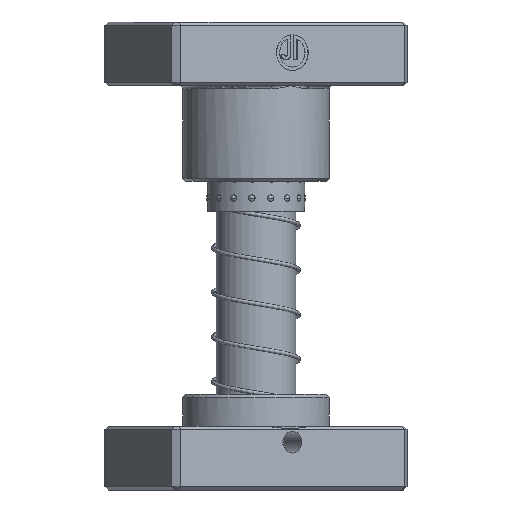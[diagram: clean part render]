
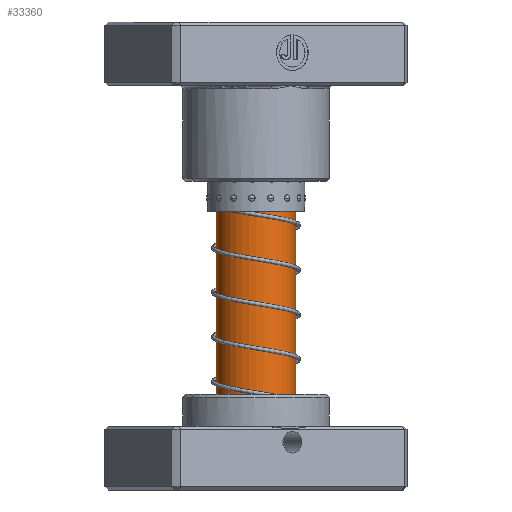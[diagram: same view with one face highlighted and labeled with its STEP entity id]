
A CAD part, front view. The second image highlights one B-rep face of the part: STEP entity #33360.
In plain terms, the highlighted cylindrical face has radius 12.5 mm (diameter 25 mm), a partial arc.
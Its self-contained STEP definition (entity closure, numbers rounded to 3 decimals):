
#731 = VERTEX_POINT ( 'NONE', #6694 ) ;
#979 = CARTESIAN_POINT ( 'NONE',  ( -12.5, 0., 117.5 ) ) ;
#1644 = LINE ( 'NONE', #11502, #35771 ) ;
#1700 = ORIENTED_EDGE ( 'NONE', *, *, #39912, .F. ) ;
#1834 = DIRECTION ( 'NONE',  ( 0., 0., -1. ) ) ;
#2873 = CARTESIAN_POINT ( 'NONE',  ( 0., 0., 19. ) ) ;
#4001 = ORIENTED_EDGE ( 'NONE', *, *, #14134, .F. ) ;
#4757 = CARTESIAN_POINT ( 'NONE',  ( -12.5, 0., 19. ) ) ;
#5268 = CYLINDRICAL_SURFACE ( 'NONE', #21940, 12.5 ) ;
#6171 = DIRECTION ( 'NONE',  ( -1., 0., 0. ) ) ;
#6460 = CIRCLE ( 'NONE', #40652, 12.5 ) ;
#6694 = CARTESIAN_POINT ( 'NONE',  ( 12.5, 0., 117.5 ) ) ;
#10397 = AXIS2_PLACEMENT_3D ( 'NONE', #37996, #18195, #41331 ) ;
#10709 = VECTOR ( 'NONE', #29894, 1000. ) ;
#11502 = CARTESIAN_POINT ( 'NONE',  ( 12.5, 0., 120. ) ) ;
#11651 = DIRECTION ( 'NONE',  ( 0., 0., -1. ) ) ;
#14134 = EDGE_CURVE ( 'NONE', #21331, #39424, #6460, .T. ) ;
#15605 = CARTESIAN_POINT ( 'NONE',  ( 12.5, 0., 19. ) ) ;
#18130 = DIRECTION ( 'NONE',  ( -1., 0., 0. ) ) ;
#18195 = DIRECTION ( 'NONE',  ( 0., 0., -1. ) ) ;
#20621 = EDGE_CURVE ( 'NONE', #40773, #39424, #28308, .T. ) ;
#21331 = VERTEX_POINT ( 'NONE', #15605 ) ;
#21940 = AXIS2_PLACEMENT_3D ( 'NONE', #27696, #11651, #18130 ) ;
#23391 = CARTESIAN_POINT ( 'NONE',  ( -12.5, 0., 120. ) ) ;
#25987 = DIRECTION ( 'NONE',  ( 0., 0., -1. ) ) ;
#27696 = CARTESIAN_POINT ( 'NONE',  ( 0., 0., 120. ) ) ;
#28308 = LINE ( 'NONE', #23391, #10709 ) ;
#29894 = DIRECTION ( 'NONE',  ( 0., 0., -1. ) ) ;
#31647 = FACE_OUTER_BOUND ( 'NONE', #36785, .T. ) ;
#31780 = ORIENTED_EDGE ( 'NONE', *, *, #39458, .T. ) ;
#33360 = ADVANCED_FACE ( 'NONE', ( #31647 ), #5268, .T. ) ;
#35771 = VECTOR ( 'NONE', #1834, 1000. ) ;
#36785 = EDGE_LOOP ( 'NONE', ( #1700, #31780, #42549, #4001 ) ) ;
#37996 = CARTESIAN_POINT ( 'NONE',  ( 0., 0., 117.5 ) ) ;
#39424 = VERTEX_POINT ( 'NONE', #4757 ) ;
#39458 = EDGE_CURVE ( 'NONE', #731, #40773, #42515, .T. ) ;
#39912 = EDGE_CURVE ( 'NONE', #731, #21331, #1644, .T. ) ;
#40652 = AXIS2_PLACEMENT_3D ( 'NONE', #2873, #25987, #6171 ) ;
#40773 = VERTEX_POINT ( 'NONE', #979 ) ;
#41331 = DIRECTION ( 'NONE',  ( 1., 0., 0. ) ) ;
#42515 = CIRCLE ( 'NONE', #10397, 12.5 ) ;
#42549 = ORIENTED_EDGE ( 'NONE', *, *, #20621, .T. ) ;
